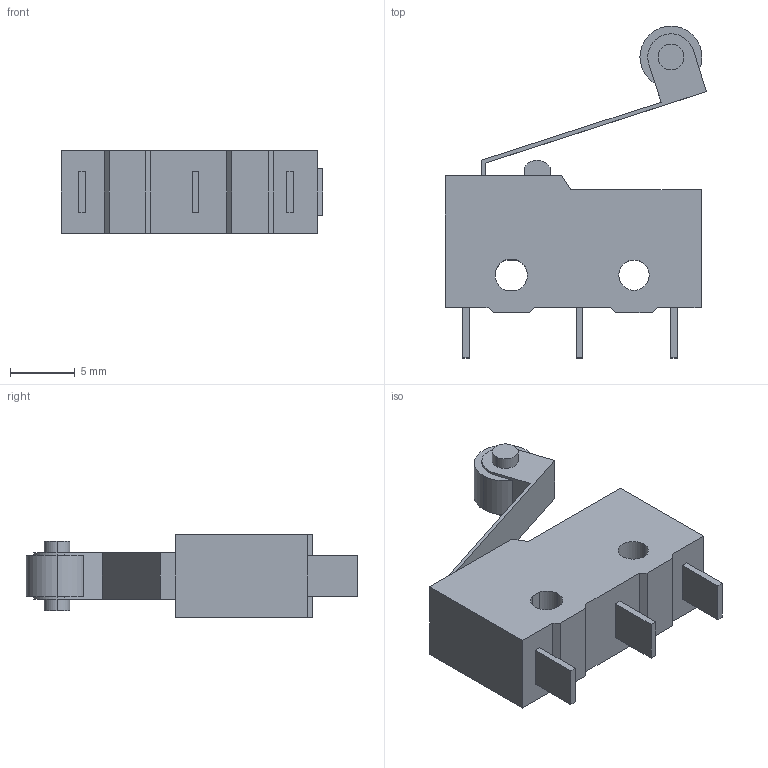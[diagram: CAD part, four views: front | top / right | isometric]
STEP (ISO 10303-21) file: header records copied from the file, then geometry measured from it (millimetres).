
FILE_DESCRIPTION(('STEP AP242'),'1');
FILE_NAME('ss-5gl2.stp','2020-11-08T12:49:15',('TraceParts'),('TraceParts S.A.'),'Spatial InterOp 3D',' ',' ');
FILE_SCHEMA(('AP242_MANAGED_MODEL_BASED_3D_ENGINEERING_MIM_LF {1 0 10303 442 1 1 4}'));
Length unit declared in the file: millimetre
Products named in the file (1): ss-5gl2
Bounding box: 20.22 x 25.7 x 6.4 mm (x, y, z)
Volume: 1303.7 mm3; surface area: 1186.9 mm2
Topology: 1 solids, 1 shells, 67 faces, 174 edges, 116 vertices
Faces by surface type: plane 49, cylinder 18
Entity records: 3904 total; most frequent: CARTESIAN_POINT 358, ORIENTED_EDGE 348, DIRECTION 346, STYLED_ITEM 327, PRESENTATION_STYLE_ASSIGNMENT 327, COLOUR_RGB 327, EDGE_CURVE 174, CURVE_STYLE 162
